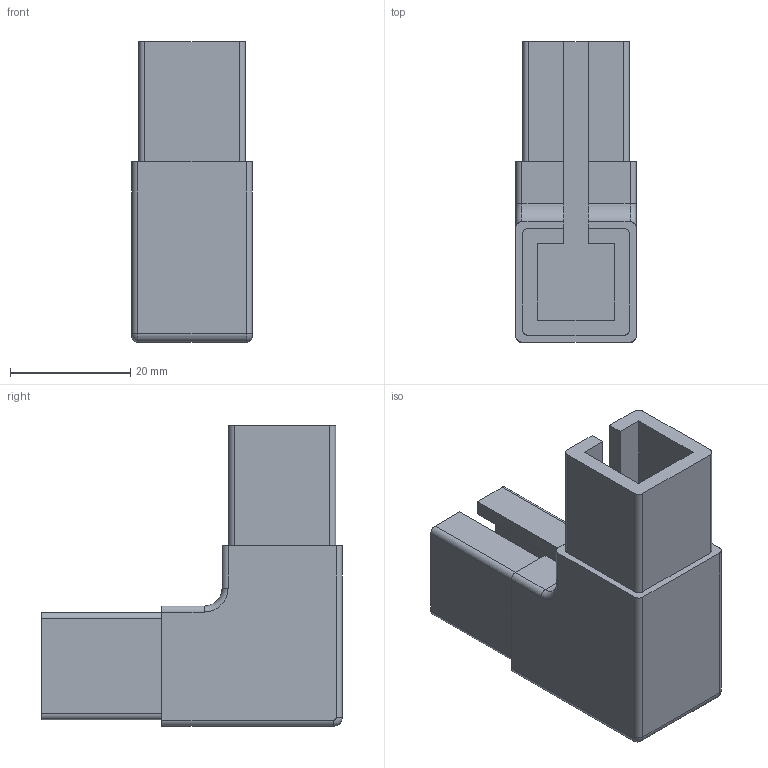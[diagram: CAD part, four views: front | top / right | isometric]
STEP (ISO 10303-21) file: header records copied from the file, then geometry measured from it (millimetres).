
FILE_DESCRIPTION (( 'STEP AP203' ), '1' );
FILE_NAME ('55325-240.STEP', '2018-07-10T11:41:16', ( '' ), ( '' ), 'SwSTEP 2.0', 'SolidWorks 2015', '' );
FILE_SCHEMA (( 'CONFIG_CONTROL_DESIGN' ));
Length unit declared in the file: millimetre
Products named in the file (1): 55325-240
Bounding box: 20 x 50 x 50 mm (x, y, z)
Volume: 14760.7 mm3; surface area: 10281 mm2
Topology: 1 solids, 1 shells, 290 faces, 786 edges, 520 vertices
Faces by surface type: plane 160, bspline 107, cylinder 19, torus 4
Entity records: 14879 total; most frequent: CARTESIAN_POINT 8192, ORIENTED_EDGE 1572, DIRECTION 982, EDGE_CURVE 786, LINE 530, VECTOR 530, VERTEX_POINT 520, EDGE_LOOP 312
